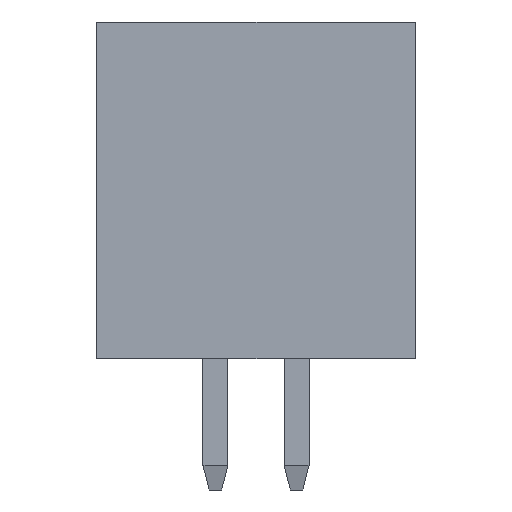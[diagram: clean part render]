
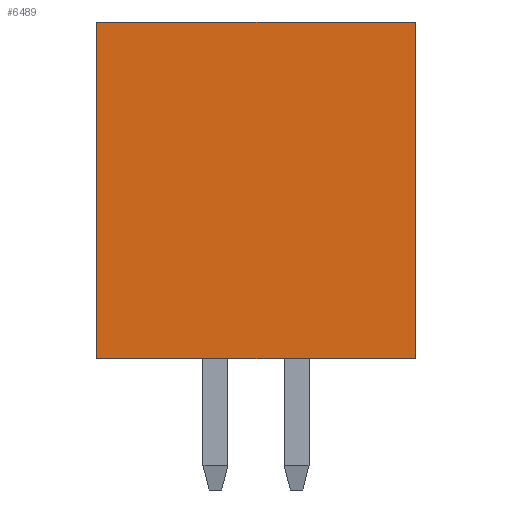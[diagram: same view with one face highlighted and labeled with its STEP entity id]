
A CAD part, left-side view. The second image highlights one B-rep face of the part: STEP entity #6489.
In plain terms, the highlighted planar face has unit normal (-1, 0, 0).
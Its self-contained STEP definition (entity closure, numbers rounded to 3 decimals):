
#225 = VERTEX_POINT ( 'NONE', #5621 ) ;
#334 = AXIS2_PLACEMENT_3D ( 'NONE', #2798, #2068, #4238 ) ;
#1091 = VECTOR ( 'NONE', #6988, 1000. ) ;
#1467 = EDGE_CURVE ( 'NONE', #2172, #4707, #5395, .T. ) ;
#1504 = CARTESIAN_POINT ( 'NONE',  ( -7.6, -2.55, 0. ) ) ;
#2068 = DIRECTION ( 'NONE',  ( -1., 0., 0. ) ) ;
#2122 = CARTESIAN_POINT ( 'NONE',  ( -7.6, -2.55, 5.4 ) ) ;
#2172 = VERTEX_POINT ( 'NONE', #8732 ) ;
#2547 = CARTESIAN_POINT ( 'NONE',  ( -7.6, 0., 5.4 ) ) ;
#2690 = CARTESIAN_POINT ( 'NONE',  ( -7.6, -2.55, 0. ) ) ;
#2798 = CARTESIAN_POINT ( 'NONE',  ( -7.6, 2.55, 0. ) ) ;
#3219 = DIRECTION ( 'NONE',  ( 0., 0., 1. ) ) ;
#3268 = CARTESIAN_POINT ( 'NONE',  ( -7.6, 2.55, 0. ) ) ;
#3328 = EDGE_CURVE ( 'NONE', #2172, #225, #6647, .T. ) ;
#4190 = ORIENTED_EDGE ( 'NONE', *, *, #3328, .F. ) ;
#4238 = DIRECTION ( 'NONE',  ( 0., -1., 0. ) ) ;
#4689 = VECTOR ( 'NONE', #8862, 1000. ) ;
#4707 = VERTEX_POINT ( 'NONE', #2690 ) ;
#4719 = ORIENTED_EDGE ( 'NONE', *, *, #9003, .T. ) ;
#5096 = VERTEX_POINT ( 'NONE', #2122 ) ;
#5395 = LINE ( 'NONE', #7429, #8977 ) ;
#5550 = LINE ( 'NONE', #1504, #1091 ) ;
#5621 = CARTESIAN_POINT ( 'NONE',  ( -7.6, 2.55, 5.4 ) ) ;
#5641 = FACE_OUTER_BOUND ( 'NONE', #7563, .T. ) ;
#6068 = EDGE_CURVE ( 'NONE', #225, #5096, #7428, .T. ) ;
#6430 = ORIENTED_EDGE ( 'NONE', *, *, #6068, .F. ) ;
#6489 = ADVANCED_FACE ( 'NONE', ( #5641 ), #6872, .T. ) ;
#6647 = LINE ( 'NONE', #3268, #6669 ) ;
#6669 = VECTOR ( 'NONE', #3219, 1000. ) ;
#6872 = PLANE ( 'NONE',  #334 ) ;
#6879 = ORIENTED_EDGE ( 'NONE', *, *, #1467, .T. ) ;
#6886 = DIRECTION ( 'NONE',  ( 0., -1., 0. ) ) ;
#6988 = DIRECTION ( 'NONE',  ( 0., 0., 1. ) ) ;
#7428 = LINE ( 'NONE', #2547, #4689 ) ;
#7429 = CARTESIAN_POINT ( 'NONE',  ( -7.6, 2.55, 0. ) ) ;
#7563 = EDGE_LOOP ( 'NONE', ( #6430, #4190, #6879, #4719 ) ) ;
#8732 = CARTESIAN_POINT ( 'NONE',  ( -7.6, 2.55, 0. ) ) ;
#8862 = DIRECTION ( 'NONE',  ( 0., -1., 0. ) ) ;
#8977 = VECTOR ( 'NONE', #6886, 1000. ) ;
#9003 = EDGE_CURVE ( 'NONE', #4707, #5096, #5550, .T. ) ;
